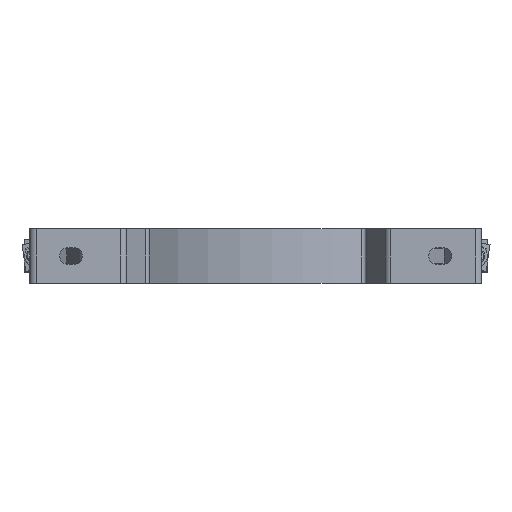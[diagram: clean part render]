
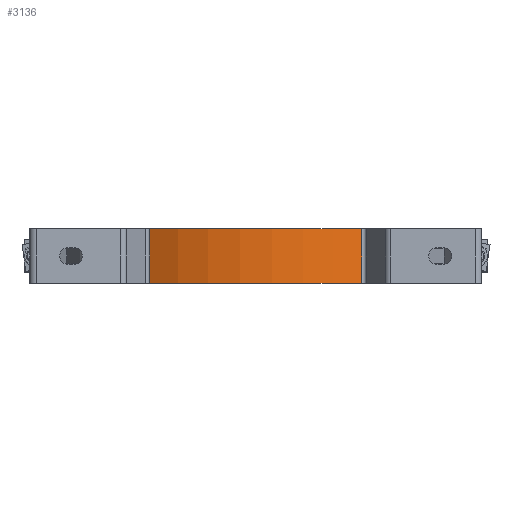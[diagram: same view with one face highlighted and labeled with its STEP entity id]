
A CAD part, front view. The second image highlights one B-rep face of the part: STEP entity #3136.
In plain terms, the highlighted cylindrical face has radius 192 mm (diameter 384 mm), a partial arc.
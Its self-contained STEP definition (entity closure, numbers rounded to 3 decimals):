
#2301=CARTESIAN_POINT('',(-97.023,-70.388,25.0));
#2302=VERTEX_POINT('',#2301);
#2310=CARTESIAN_POINT('',(98.023,-70.388,25.0));
#2311=VERTEX_POINT('',#2310);
#2312=CARTESIAN_POINT('',(0.5,95.,25.0));
#2313=DIRECTION('',(0.0,0.0,-1.0));
#2314=DIRECTION('',(1.0,0.0,0.0));
#2315=AXIS2_PLACEMENT_3D('',#2312,#2313,#2314);
#2316=CIRCLE('',#2315,192.0);
#2317=EDGE_CURVE('',#2311,#2302,#2316,.T.);
#3043=CARTESIAN_POINT('',(98.023,-70.388,-25.0));
#3044=VERTEX_POINT('',#3043);
#3061=CARTESIAN_POINT('',(98.023,-70.388,25.0));
#3062=DIRECTION('',(0.0,0.0,-1.0));
#3063=VECTOR('',#3062,50.0);
#3064=LINE('',#3061,#3063);
#3065=EDGE_CURVE('',#2311,#3044,#3064,.T.);
#3094=CARTESIAN_POINT('',(-97.023,-70.388,-25.0));
#3095=VERTEX_POINT('',#3094);
#3103=CARTESIAN_POINT('',(-97.023,-70.388,-25.0));
#3104=DIRECTION('',(0.0,0.0,1.0));
#3105=VECTOR('',#3104,50.0);
#3106=LINE('',#3103,#3105);
#3107=EDGE_CURVE('',#3095,#2302,#3106,.T.);
#3119=CARTESIAN_POINT('',(0.5,95.,-25.0));
#3120=DIRECTION('',(0.0,0.0,1.0));
#3121=DIRECTION('',(1.0,0.0,0.0));
#3122=AXIS2_PLACEMENT_3D('',#3119,#3120,#3121);
#3123=CYLINDRICAL_SURFACE('',#3122,192.0);
#3124=ORIENTED_EDGE('',*,*,#3065,.F.);
#3125=ORIENTED_EDGE('',*,*,#2317,.T.);
#3126=ORIENTED_EDGE('',*,*,#3107,.F.);
#3127=CARTESIAN_POINT('',(0.5,95.,-25.0));
#3128=DIRECTION('',(0.0,0.0,1.0));
#3129=DIRECTION('',(1.0,0.0,0.0));
#3130=AXIS2_PLACEMENT_3D('',#3127,#3128,#3129);
#3131=CIRCLE('',#3130,192.0);
#3132=EDGE_CURVE('',#3095,#3044,#3131,.T.);
#3133=ORIENTED_EDGE('',*,*,#3132,.T.);
#3134=EDGE_LOOP('',(#3124,#3125,#3126,#3133));
#3135=FACE_OUTER_BOUND('',#3134,.T.);
#3136=ADVANCED_FACE('',(#3135),#3123,.T.);
